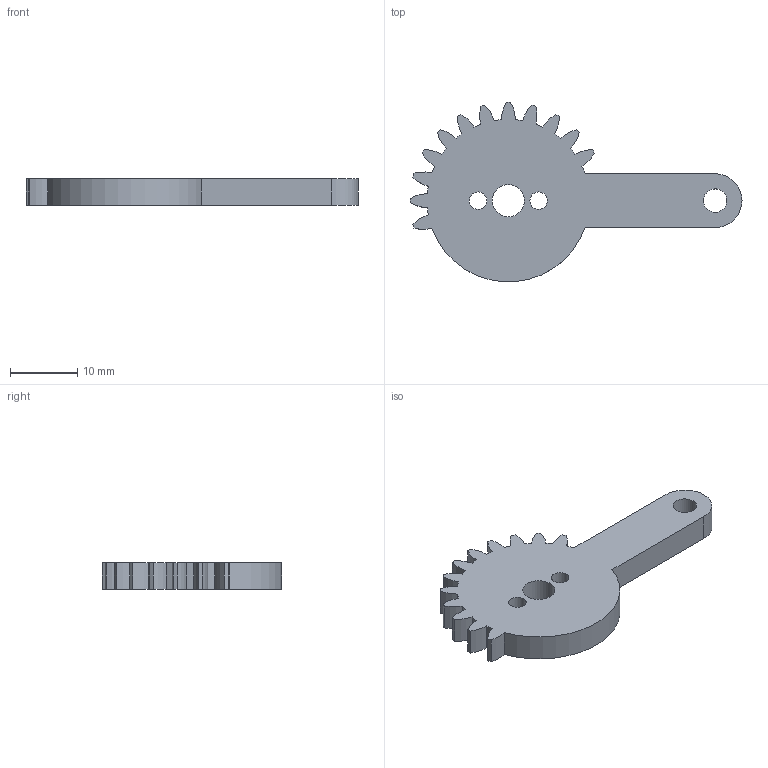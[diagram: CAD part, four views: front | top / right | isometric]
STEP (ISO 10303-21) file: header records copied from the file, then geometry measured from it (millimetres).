
FILE_DESCRIPTION(/* description */ (''),/* implementation_level */ '2;1');
FILE_NAME(/* name */ 'gear v1_MIR_ipt_44754a03.STEP',/* time_stamp */ '2023-06-22T00:15:24+06:00',/* author */ ('AdminForWorker'),/* organization */ (''),/* preprocessor_version */ 'ST-DEVELOPER v18.1',/* originating_system */ 'Autodesk Inventor 2021',/* authorisation */ '');
FILE_SCHEMA (('AUTOMOTIVE_DESIGN { 1 0 10303 214 3 1 1 }'));
Length unit declared in the file: millimetre
Products named in the file (1): gear v1_MIR
Bounding box: 49.38 x 26.68 x 4 mm (x, y, z)
Volume: 2581.6 mm3; surface area: 2126.7 mm2
Topology: 1 solids, 1 shells, 58 faces, 168 edges, 112 vertices
Faces by surface type: cylinder 54, plane 4
Full cylindrical faces by diameter (mm): 2.6 x2, 3.5 x1, 4.8 x1
Entity records: 2104 total; most frequent: DIRECTION 394, CARTESIAN_POINT 339, ORIENTED_EDGE 336, EDGE_CURVE 168, AXIS2_PLACEMENT_3D 167, VERTEX_POINT 112, CIRCLE 108, EDGE_LOOP 66
